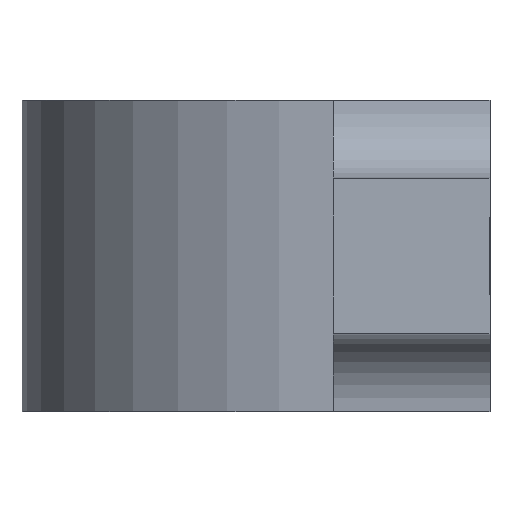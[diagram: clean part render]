
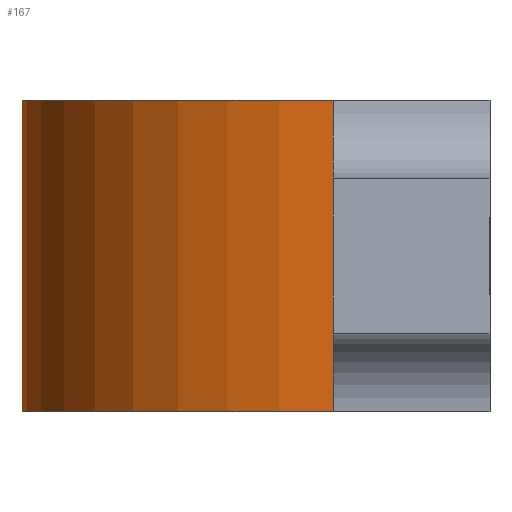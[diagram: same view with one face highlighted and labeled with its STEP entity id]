
A CAD part, left-side view. The second image highlights one B-rep face of the part: STEP entity #167.
In plain terms, the highlighted cylindrical face has radius 1 mm (diameter 2 mm), a partial arc.
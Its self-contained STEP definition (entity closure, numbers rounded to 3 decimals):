
#14 = CARTESIAN_POINT ( 'NONE',  ( -1., 0.501, 0.125 ) ) ;
#15 = ORIENTED_EDGE ( 'NONE', *, *, #725, .T. ) ;
#45 = FACE_OUTER_BOUND ( 'NONE', #419, .T. ) ;
#50 = ORIENTED_EDGE ( 'NONE', *, *, #577, .F. ) ;
#59 = EDGE_CURVE ( 'NONE', #240, #397, #1077, .T. ) ;
#66 = LINE ( 'NONE', #909, #584 ) ;
#87 = CARTESIAN_POINT ( 'NONE',  ( -1., 0.501, -0.5 ) ) ;
#105 = CARTESIAN_POINT ( 'NONE',  ( 1., 0.501, 0.125 ) ) ;
#113 = VERTEX_POINT ( 'NONE', #974 ) ;
#141 = EDGE_CURVE ( 'NONE', #1290, #240, #417, .T. ) ;
#162 = CARTESIAN_POINT ( 'NONE',  ( -1., 0.501, 0. ) ) ;
#167 = ADVANCED_FACE ( 'NONE', ( #45 ), #1320, .T. ) ;
#191 = LINE ( 'NONE', #526, #231 ) ;
#202 = CARTESIAN_POINT ( 'NONE',  ( 1., 0.5, -0.125 ) ) ;
#227 = EDGE_CURVE ( 'NONE', #869, #1373, #1451, .T. ) ;
#231 = VECTOR ( 'NONE', #1238, 1000. ) ;
#232 = VERTEX_POINT ( 'NONE', #1341 ) ;
#240 = VERTEX_POINT ( 'NONE', #401 ) ;
#270 = CARTESIAN_POINT ( 'NONE',  ( 0., 0.5, 0.5 ) ) ;
#271 = DIRECTION ( 'NONE',  ( 1., 0., 0. ) ) ;
#272 = VERTEX_POINT ( 'NONE', #202 ) ;
#284 = AXIS2_PLACEMENT_3D ( 'NONE', #1327, #981, #271 ) ;
#285 = DIRECTION ( 'NONE',  ( 0., 0., 1. ) ) ;
#291 = VERTEX_POINT ( 'NONE', #87 ) ;
#298 = EDGE_CURVE ( 'NONE', #931, #291, #455, .T. ) ;
#315 = AXIS2_PLACEMENT_3D ( 'NONE', #1459, #836, #498 ) ;
#366 = ORIENTED_EDGE ( 'NONE', *, *, #1393, .F. ) ;
#372 = CARTESIAN_POINT ( 'NONE',  ( 1., 0.501, -0.5 ) ) ;
#397 = VERTEX_POINT ( 'NONE', #832 ) ;
#401 = CARTESIAN_POINT ( 'NONE',  ( -1., 0.501, 0.125 ) ) ;
#408 = DIRECTION ( 'NONE',  ( 0., 0., -1. ) ) ;
#417 = LINE ( 'NONE', #162, #1460 ) ;
#419 = EDGE_LOOP ( 'NONE', ( #1066, #520, #366, #486, #15, #1465, #458, #1087, #50, #651, #537, #1082 ) ) ;
#421 = DIRECTION ( 'NONE',  ( 0., 0., 1. ) ) ;
#422 = VERTEX_POINT ( 'NONE', #929 ) ;
#455 = LINE ( 'NONE', #887, #1097 ) ;
#458 = ORIENTED_EDGE ( 'NONE', *, *, #59, .F. ) ;
#460 = LINE ( 'NONE', #105, #516 ) ;
#475 = CARTESIAN_POINT ( 'NONE',  ( 1., 0.501, -0.125 ) ) ;
#486 = ORIENTED_EDGE ( 'NONE', *, *, #298, .F. ) ;
#498 = DIRECTION ( 'NONE',  ( 1., 0., 0. ) ) ;
#516 = VECTOR ( 'NONE', #1050, 1000. ) ;
#520 = ORIENTED_EDGE ( 'NONE', *, *, #227, .T. ) ;
#526 = CARTESIAN_POINT ( 'NONE',  ( 1., 0.501, -0.125 ) ) ;
#537 = ORIENTED_EDGE ( 'NONE', *, *, #1307, .T. ) ;
#561 = DIRECTION ( 'NONE',  ( 0., 0., -1. ) ) ;
#577 = EDGE_CURVE ( 'NONE', #1358, #1290, #1237, .T. ) ;
#576 = AXIS2_PLACEMENT_3D ( 'NONE', #270, #285, #850 ) ;
#584 = VECTOR ( 'NONE', #1264, 1000. ) ;
#630 = VECTOR ( 'NONE', #421, 1000. ) ;
#651 = ORIENTED_EDGE ( 'NONE', *, *, #1026, .F. ) ;
#690 = LINE ( 'NONE', #815, #1323 ) ;
#706 = CARTESIAN_POINT ( 'NONE',  ( -1., 0.501, 0.5 ) ) ;
#725 = EDGE_CURVE ( 'NONE', #931, #113, #66, .T. ) ;
#738 = LINE ( 'NONE', #1309, #1478 ) ;
#780 = LINE ( 'NONE', #883, #630 ) ;
#815 = CARTESIAN_POINT ( 'NONE',  ( -1., 0.5, -2.736 ) ) ;
#828 = DIRECTION ( 'NONE',  ( 0., -1., 0. ) ) ;
#832 = CARTESIAN_POINT ( 'NONE',  ( -1., 0.5, 0.125 ) ) ;
#836 = DIRECTION ( 'NONE',  ( 0., 0., -1. ) ) ;
#850 = DIRECTION ( 'NONE',  ( 1., 0., 0. ) ) ;
#859 = DIRECTION ( 'NONE',  ( 0., 0., -1. ) ) ;
#861 = DIRECTION ( 'NONE',  ( 0., 0., 1. ) ) ;
#869 = VERTEX_POINT ( 'NONE', #475 ) ;
#883 = CARTESIAN_POINT ( 'NONE',  ( 1., 0.5, -2.736 ) ) ;
#887 = CARTESIAN_POINT ( 'NONE',  ( -1., 0.501, 0. ) ) ;
#909 = CARTESIAN_POINT ( 'NONE',  ( -1., 0.501, -0.125 ) ) ;
#929 = CARTESIAN_POINT ( 'NONE',  ( 1., 0.5, 0.125 ) ) ;
#931 = VERTEX_POINT ( 'NONE', #1412 ) ;
#974 = CARTESIAN_POINT ( 'NONE',  ( -1., 0.5, -0.125 ) ) ;
#981 = DIRECTION ( 'NONE',  ( 0., 0., 1. ) ) ;
#1026 = EDGE_CURVE ( 'NONE', #232, #1358, #738, .T. ) ;
#1050 = DIRECTION ( 'NONE',  ( 0., -1., 0. ) ) ;
#1066 = ORIENTED_EDGE ( 'NONE', *, *, #1221, .F. ) ;
#1077 = LINE ( 'NONE', #14, #1397 ) ;
#1082 = ORIENTED_EDGE ( 'NONE', *, *, #1170, .F. ) ;
#1087 = ORIENTED_EDGE ( 'NONE', *, *, #141, .F. ) ;
#1097 = VECTOR ( 'NONE', #561, 1000. ) ;
#1170 = EDGE_CURVE ( 'NONE', #272, #422, #780, .T. ) ;
#1221 = EDGE_CURVE ( 'NONE', #869, #272, #191, .T. ) ;
#1237 = CIRCLE ( 'NONE', #576, 1. ) ;
#1238 = DIRECTION ( 'NONE',  ( 0., -1., 0. ) ) ;
#1239 = EDGE_CURVE ( 'NONE', #113, #397, #690, .T. ) ;
#1264 = DIRECTION ( 'NONE',  ( 0., -1., 0. ) ) ;
#1268 = CARTESIAN_POINT ( 'NONE',  ( 1., 0.501, 0.5 ) ) ;
#1269 = VECTOR ( 'NONE', #408, 1000. ) ;
#1290 = VERTEX_POINT ( 'NONE', #706 ) ;
#1307 = EDGE_CURVE ( 'NONE', #232, #422, #460, .T. ) ;
#1309 = CARTESIAN_POINT ( 'NONE',  ( 1., 0.501, 0. ) ) ;
#1320 = CYLINDRICAL_SURFACE ( 'NONE', #284, 1. ) ;
#1323 = VECTOR ( 'NONE', #1388, 1000. ) ;
#1327 = CARTESIAN_POINT ( 'NONE',  ( 0., 0.5, -2.736 ) ) ;
#1341 = CARTESIAN_POINT ( 'NONE',  ( 1., 0.501, 0.125 ) ) ;
#1358 = VERTEX_POINT ( 'NONE', #1268 ) ;
#1373 = VERTEX_POINT ( 'NONE', #372 ) ;
#1388 = DIRECTION ( 'NONE',  ( 0., 0., 1. ) ) ;
#1393 = EDGE_CURVE ( 'NONE', #291, #1373, #1509, .T. ) ;
#1397 = VECTOR ( 'NONE', #828, 1000. ) ;
#1412 = CARTESIAN_POINT ( 'NONE',  ( -1., 0.501, -0.125 ) ) ;
#1445 = CARTESIAN_POINT ( 'NONE',  ( 1., 0.501, 0. ) ) ;
#1451 = LINE ( 'NONE', #1445, #1269 ) ;
#1459 = CARTESIAN_POINT ( 'NONE',  ( 0., 0.5, -0.5 ) ) ;
#1460 = VECTOR ( 'NONE', #859, 1000. ) ;
#1465 = ORIENTED_EDGE ( 'NONE', *, *, #1239, .T. ) ;
#1478 = VECTOR ( 'NONE', #861, 1000. ) ;
#1509 = CIRCLE ( 'NONE', #315, 1. ) ;
